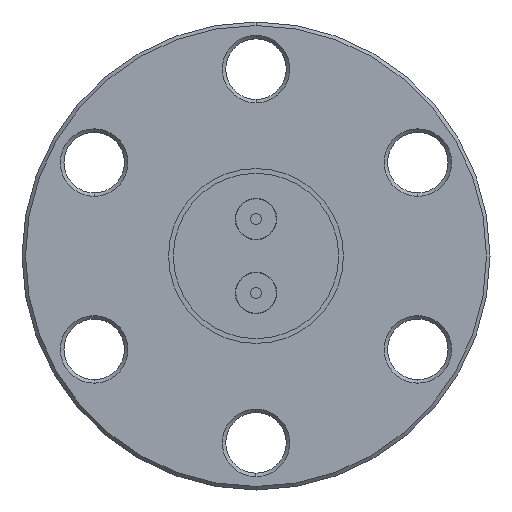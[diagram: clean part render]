
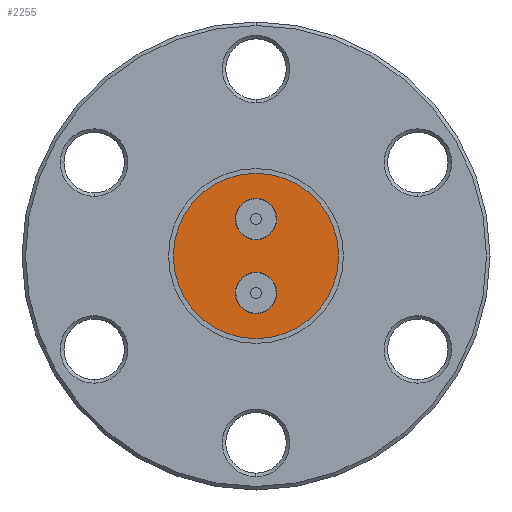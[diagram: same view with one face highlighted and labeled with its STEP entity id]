
A CAD part, front view. The second image highlights one B-rep face of the part: STEP entity #2255.
In plain terms, the highlighted planar face has unit normal (0, -1, 0).
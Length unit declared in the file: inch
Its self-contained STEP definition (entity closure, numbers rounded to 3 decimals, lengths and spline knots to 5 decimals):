
#35 = CARTESIAN_POINT ( 'NONE',  ( 0., -0.42, 0. ) ) ;
#86 = VERTEX_POINT ( 'NONE', #2079 ) ;
#136 = CARTESIAN_POINT ( 'NONE',  ( 0.235, -0.42, 0. ) ) ;
#196 = DIRECTION ( 'NONE',  ( 0., -1., 0. ) ) ;
#204 = CIRCLE ( 'NONE', #1106, 0.059 ) ;
#214 = ORIENTED_EDGE ( 'NONE', *, *, #1446, .T. ) ;
#243 = DIRECTION ( 'NONE',  ( 0., -1., 0. ) ) ;
#360 = CIRCLE ( 'NONE', #975, 0.059 ) ;
#423 = CIRCLE ( 'NONE', #2286, 0.059 ) ;
#489 = DIRECTION ( 'NONE',  ( -1., 0., 0. ) ) ;
#544 = FACE_OUTER_BOUND ( 'NONE', #659, .T. ) ;
#593 = FACE_BOUND ( 'NONE', #1392, .T. ) ;
#645 = ORIENTED_EDGE ( 'NONE', *, *, #1405, .T. ) ;
#659 = EDGE_LOOP ( 'NONE', ( #214, #645 ) ) ;
#765 = AXIS2_PLACEMENT_3D ( 'NONE', #35, #243, #1434 ) ;
#768 = DIRECTION ( 'NONE',  ( 0., -1., 0. ) ) ;
#805 = EDGE_LOOP ( 'NONE', ( #2345, #1613 ) ) ;
#862 = CIRCLE ( 'NONE', #765, 0.235 ) ;
#907 = EDGE_CURVE ( 'NONE', #1409, #2991, #204, .T. ) ;
#975 = AXIS2_PLACEMENT_3D ( 'NONE', #2819, #2056, #3054 ) ;
#1091 = DIRECTION ( 'NONE',  ( -1., 0., 0. ) ) ;
#1103 = CARTESIAN_POINT ( 'NONE',  ( -0.00146, -0.42, -0.04602 ) ) ;
#1106 = AXIS2_PLACEMENT_3D ( 'NONE', #2861, #1401, #2813 ) ;
#1192 = DIRECTION ( 'NONE',  ( 0., -1., 0. ) ) ;
#1248 = EDGE_CURVE ( 'NONE', #2991, #1409, #2521, .T. ) ;
#1359 = AXIS2_PLACEMENT_3D ( 'NONE', #2333, #196, #2823 ) ;
#1366 = CIRCLE ( 'NONE', #1817, 0.235 ) ;
#1392 = EDGE_LOOP ( 'NONE', ( #2191, #1420 ) ) ;
#1401 = DIRECTION ( 'NONE',  ( 0., -1., 0. ) ) ;
#1405 = EDGE_CURVE ( 'NONE', #1974, #3002, #862, .T. ) ;
#1409 = VERTEX_POINT ( 'NONE', #2396 ) ;
#1420 = ORIENTED_EDGE ( 'NONE', *, *, #2759, .T. ) ;
#1434 = DIRECTION ( 'NONE',  ( -1., 0., 0. ) ) ;
#1446 = EDGE_CURVE ( 'NONE', #3002, #1974, #1366, .T. ) ;
#1498 = DIRECTION ( 'NONE',  ( 1., 0., 0. ) ) ;
#1503 = CARTESIAN_POINT ( 'NONE',  ( 0., -0.42, 0. ) ) ;
#1613 = ORIENTED_EDGE ( 'NONE', *, *, #1248, .F. ) ;
#1636 = AXIS2_PLACEMENT_3D ( 'NONE', #1503, #768, #1091 ) ;
#1671 = EDGE_CURVE ( 'NONE', #2048, #86, #360, .T. ) ;
#1741 = DIRECTION ( 'NONE',  ( 0., 1., 0. ) ) ;
#1817 = AXIS2_PLACEMENT_3D ( 'NONE', #2662, #1192, #489 ) ;
#1875 = CARTESIAN_POINT ( 'NONE',  ( -0.235, -0.42, 0. ) ) ;
#1967 = PLANE ( 'NONE',  #1636 ) ;
#1974 = VERTEX_POINT ( 'NONE', #136 ) ;
#1975 = CARTESIAN_POINT ( 'NONE',  ( 0., -0.42, -0.105 ) ) ;
#2048 = VERTEX_POINT ( 'NONE', #1103 ) ;
#2056 = DIRECTION ( 'NONE',  ( 0., 1., 0. ) ) ;
#2079 = CARTESIAN_POINT ( 'NONE',  ( 0.00146, -0.42, -0.16398 ) ) ;
#2191 = ORIENTED_EDGE ( 'NONE', *, *, #1671, .T. ) ;
#2255 = ADVANCED_FACE ( 'NONE', ( #593, #2706, #544 ), #1967, .T. ) ;
#2286 = AXIS2_PLACEMENT_3D ( 'NONE', #1975, #1741, #1498 ) ;
#2333 = CARTESIAN_POINT ( 'NONE',  ( 0., -0.42, 0.105 ) ) ;
#2345 = ORIENTED_EDGE ( 'NONE', *, *, #907, .F. ) ;
#2396 = CARTESIAN_POINT ( 'NONE',  ( 0.00146, -0.42, 0.04602 ) ) ;
#2398 = CARTESIAN_POINT ( 'NONE',  ( -0.00146, -0.42, 0.16398 ) ) ;
#2521 = CIRCLE ( 'NONE', #1359, 0.059 ) ;
#2662 = CARTESIAN_POINT ( 'NONE',  ( 0., -0.42, 0. ) ) ;
#2706 = FACE_BOUND ( 'NONE', #805, .T. ) ;
#2759 = EDGE_CURVE ( 'NONE', #86, #2048, #423, .T. ) ;
#2813 = DIRECTION ( 'NONE',  ( 1., 0., 0. ) ) ;
#2819 = CARTESIAN_POINT ( 'NONE',  ( 0., -0.42, -0.105 ) ) ;
#2823 = DIRECTION ( 'NONE',  ( 1., 0., 0. ) ) ;
#2861 = CARTESIAN_POINT ( 'NONE',  ( 0., -0.42, 0.105 ) ) ;
#2991 = VERTEX_POINT ( 'NONE', #2398 ) ;
#3002 = VERTEX_POINT ( 'NONE', #1875 ) ;
#3054 = DIRECTION ( 'NONE',  ( 1., 0., 0. ) ) ;
